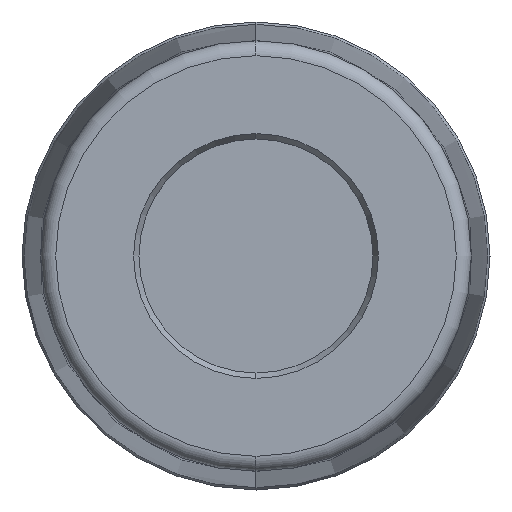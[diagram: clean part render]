
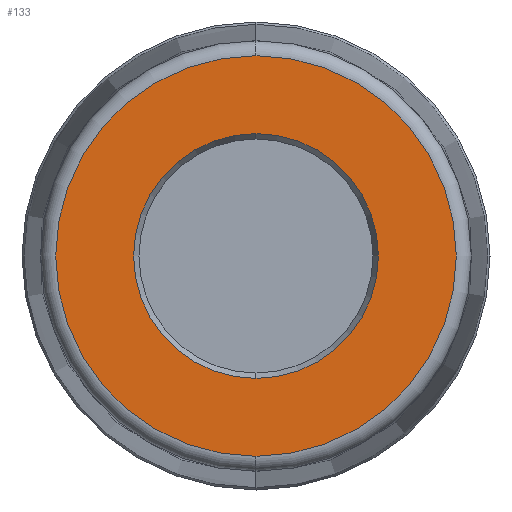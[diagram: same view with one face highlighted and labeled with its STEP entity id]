
A CAD part, left-side view. The second image highlights one B-rep face of the part: STEP entity #133.
In plain terms, the highlighted planar face has unit normal (-1, 0, 0).
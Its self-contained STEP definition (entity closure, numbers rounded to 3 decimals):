
#2 = EDGE_LOOP ( 'NONE', ( #144, #443 ) ) ;
#19 = EDGE_CURVE ( 'NONE', #423, #80, #186, .T. ) ;
#55 = CARTESIAN_POINT ( 'NONE',  ( 0., 0., 0. ) ) ;
#65 = CARTESIAN_POINT ( 'NONE',  ( 0., 0., -10.7 ) ) ;
#66 = AXIS2_PLACEMENT_3D ( 'NONE', #342, #302, #422 ) ;
#80 = VERTEX_POINT ( 'NONE', #283 ) ;
#133 = ADVANCED_FACE ( 'NONE', ( #233, #402 ), #403, .F. ) ;
#144 = ORIENTED_EDGE ( 'NONE', *, *, #282, .T. ) ;
#152 = EDGE_CURVE ( 'NONE', #298, #264, #365, .T. ) ;
#159 = AXIS2_PLACEMENT_3D ( 'NONE', #231, #507, #357 ) ;
#168 = DIRECTION ( 'NONE',  ( 0., 0., -1. ) ) ;
#186 = CIRCLE ( 'NONE', #159, 6.539 ) ;
#211 = ORIENTED_EDGE ( 'NONE', *, *, #235, .F. ) ;
#225 = CARTESIAN_POINT ( 'NONE',  ( 0., 0., 6.539 ) ) ;
#231 = CARTESIAN_POINT ( 'NONE',  ( 0., 0., 0. ) ) ;
#233 = FACE_BOUND ( 'NONE', #444, .T. ) ;
#235 = EDGE_CURVE ( 'NONE', #80, #423, #464, .T. ) ;
#244 = CARTESIAN_POINT ( 'NONE',  ( 0., 10.7, 0. ) ) ;
#249 = DIRECTION ( 'NONE',  ( -1., 0., 0. ) ) ;
#254 = DIRECTION ( 'NONE',  ( 0., 0., 1. ) ) ;
#261 = AXIS2_PLACEMENT_3D ( 'NONE', #244, #286, #168 ) ;
#264 = VERTEX_POINT ( 'NONE', #416 ) ;
#282 = EDGE_CURVE ( 'NONE', #264, #298, #300, .T. ) ;
#283 = CARTESIAN_POINT ( 'NONE',  ( 0., 0., -6.539 ) ) ;
#286 = DIRECTION ( 'NONE',  ( 1., 0., 0. ) ) ;
#298 = VERTEX_POINT ( 'NONE', #65 ) ;
#300 = CIRCLE ( 'NONE', #66, 10.7 ) ;
#302 = DIRECTION ( 'NONE',  ( -1., 0., 0. ) ) ;
#342 = CARTESIAN_POINT ( 'NONE',  ( 0., 0., 0. ) ) ;
#357 = DIRECTION ( 'NONE',  ( 0., 0., 1. ) ) ;
#365 = CIRCLE ( 'NONE', #382, 10.7 ) ;
#382 = AXIS2_PLACEMENT_3D ( 'NONE', #55, #249, #254 ) ;
#402 = FACE_OUTER_BOUND ( 'NONE', #2, .T. ) ;
#403 = PLANE ( 'NONE',  #261 ) ;
#416 = CARTESIAN_POINT ( 'NONE',  ( 0., 0., 10.7 ) ) ;
#422 = DIRECTION ( 'NONE',  ( 0., 0., 1. ) ) ;
#423 = VERTEX_POINT ( 'NONE', #225 ) ;
#434 = AXIS2_PLACEMENT_3D ( 'NONE', #453, #493, #456 ) ;
#443 = ORIENTED_EDGE ( 'NONE', *, *, #152, .T. ) ;
#444 = EDGE_LOOP ( 'NONE', ( #499, #211 ) ) ;
#453 = CARTESIAN_POINT ( 'NONE',  ( 0., 0., 0. ) ) ;
#456 = DIRECTION ( 'NONE',  ( 0., 0., 1. ) ) ;
#464 = CIRCLE ( 'NONE', #434, 6.539 ) ;
#493 = DIRECTION ( 'NONE',  ( -1., 0., 0. ) ) ;
#499 = ORIENTED_EDGE ( 'NONE', *, *, #19, .F. ) ;
#507 = DIRECTION ( 'NONE',  ( -1., 0., 0. ) ) ;
